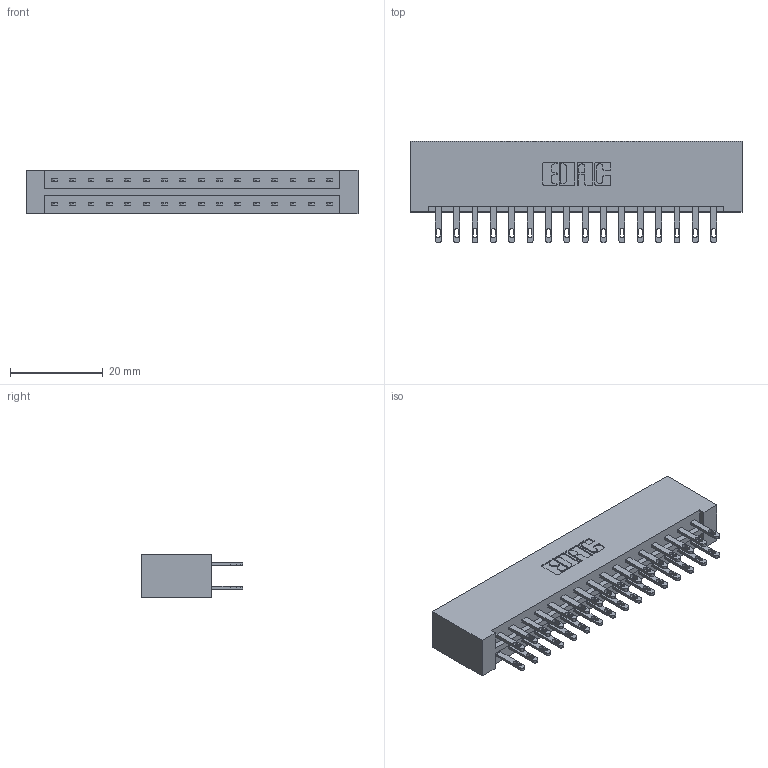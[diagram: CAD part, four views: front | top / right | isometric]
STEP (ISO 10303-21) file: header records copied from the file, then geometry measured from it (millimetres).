
FILE_DESCRIPTION (( 'STEP AP203' ), '1' );
FILE_NAME ('333-032-500-201.STEP', '2018-08-02T19:36:47', ( '' ), ( '' ), 'SwSTEP 2.0', 'SolidWorks 2016', '' );
FILE_SCHEMA (( 'CONFIG_CONTROL_DESIGN' ));
Length unit declared in the file: inch
Products named in the file (3): 333 Part_Lugless; 345-292-001_345-293-100; 333-032-500-201
Assembly tree (33 placements, depth 2):
  333-032-500-201
    333 Part_Lugless
    345-292-001_345-293-100  x32
Bounding box: 71.65 x 21.85 x 9.4 mm (x, y, z)
Volume: 7802.3 mm3; surface area: 9321.3 mm2
Topology: 33 solids, 33 shells, 1642 faces, 4991 edges, 3326 vertices
Faces by surface type: plane 1026, cylinder 616
Entity records: 13309 total; most frequent: CARTESIAN_POINT 2234, ORIENTED_EDGE 2170, DIRECTION 1949, EDGE_CURVE 1085, VECTOR 961, LINE 961, VERTEX_POINT 722, AXIS2_PLACEMENT_3D 494
